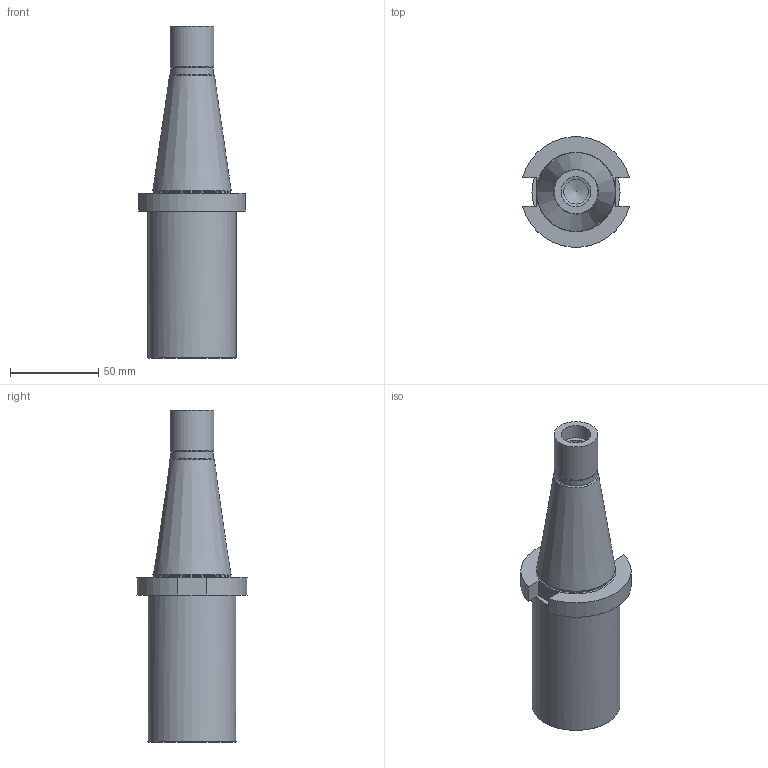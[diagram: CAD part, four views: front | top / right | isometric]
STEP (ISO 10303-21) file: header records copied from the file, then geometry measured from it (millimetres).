
FILE_DESCRIPTION(/* description */ (''),/* implementation_level */ '2;1');
FILE_NAME(/* name */ '9785_1_3d.stp',/* time_stamp */ '2018-02-13T09:59:19+01:00',/* author */ (''),/* organization */ ('SMS'),/* preprocessor_version */ 'ST-DEVELOPER v15',/* originating_system */ 'SIEMENS PLM Software NX 8.5',/* authorisation */ '');
FILE_SCHEMA (('AUTOMOTIVE_DESIGN { 1 0 10303 214 3 1 1 1 }'));
Length unit declared in the file: millimetre
Products named in the file (1): 9785_1_3D
Bounding box: 60.68 x 62.56 x 188.4 mm (x, y, z)
Volume: 264824.7 mm3; surface area: 31683.2 mm2
Topology: 1 solids, 1 shells, 30 faces, 74 edges, 46 vertices
Faces by surface type: plane 14, cylinder 8, cone 6, torus 2
Full cylindrical faces by diameter (mm): 14 x1, 17 x1, 24 x1, 24.95 x1, 44 x1, 50 x1
Entity records: 801 total; most frequent: DIRECTION 142, CARTESIAN_POINT 135, ORIENTED_EDGE 104, AXIS2_PLACEMENT_3D 58, EDGE_CURVE 52, EDGE_LOOP 44, VERTEX_POINT 39, FACE_BOUND 30
